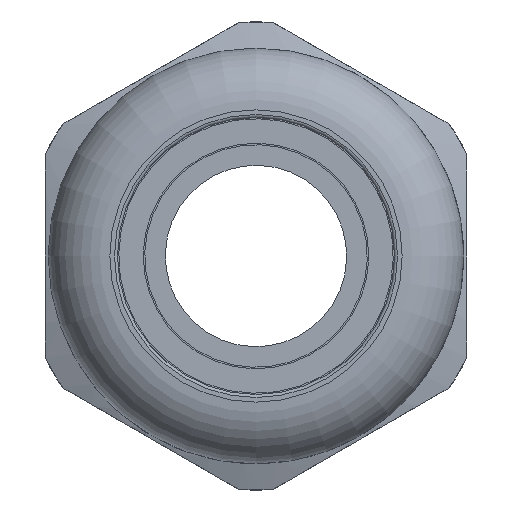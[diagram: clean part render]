
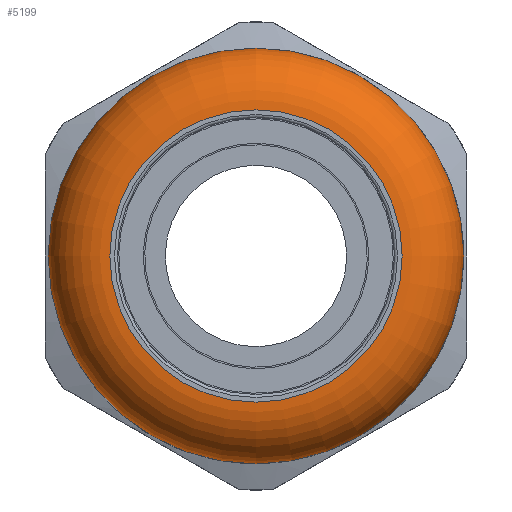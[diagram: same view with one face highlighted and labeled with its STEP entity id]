
A CAD part, left-side view. The second image highlights one B-rep face of the part: STEP entity #5199.
In plain terms, the highlighted toroidal (fillet/blend) face has major radius 9.71 mm and minor radius 4.09 mm.
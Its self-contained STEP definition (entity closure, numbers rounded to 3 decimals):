
#297=TOROIDAL_SURFACE('',#6013,9.71,4.09);
#321=FACE_BOUND('',#1459,.T.);
#821=CIRCLE('',#5974,9.71);
#840=CIRCLE('',#6014,13.8);
#1141=FACE_OUTER_BOUND('',#1458,.T.);
#1458=EDGE_LOOP('',(#4837));
#1459=EDGE_LOOP('',(#4838));
#2492=VERTEX_POINT('',#11933);
#2530=VERTEX_POINT('',#13468);
#3252=EDGE_CURVE('',#2492,#2492,#821,.T.);
#3308=EDGE_CURVE('',#2530,#2530,#840,.T.);
#4837=ORIENTED_EDGE('',*,*,#3308,.F.);
#4838=ORIENTED_EDGE('',*,*,#3252,.T.);
#5199=ADVANCED_FACE('',(#1141,#321),#297,.T.);
#5974=AXIS2_PLACEMENT_3D('',#11934,#7678,#7679);
#6013=AXIS2_PLACEMENT_3D('',#13467,#7771,#7772);
#6014=AXIS2_PLACEMENT_3D('',#13469,#7773,#7774);
#7678=DIRECTION('center_axis',(1.,0.,0.));
#7679=DIRECTION('ref_axis',(0.,0.,-1.));
#7771=DIRECTION('center_axis',(1.,0.,0.));
#7772=DIRECTION('ref_axis',(0.,0.,-1.));
#7773=DIRECTION('center_axis',(1.,0.,0.));
#7774=DIRECTION('ref_axis',(0.,0.,-1.));
#11933=CARTESIAN_POINT('',(-18.52,9.71,0.));
#11934=CARTESIAN_POINT('Origin',(-18.52,0.,0.));
#13467=CARTESIAN_POINT('Origin',(-14.43,0.,0.));
#13468=CARTESIAN_POINT('',(-14.43,13.8,0.));
#13469=CARTESIAN_POINT('Origin',(-14.43,0.,0.));
